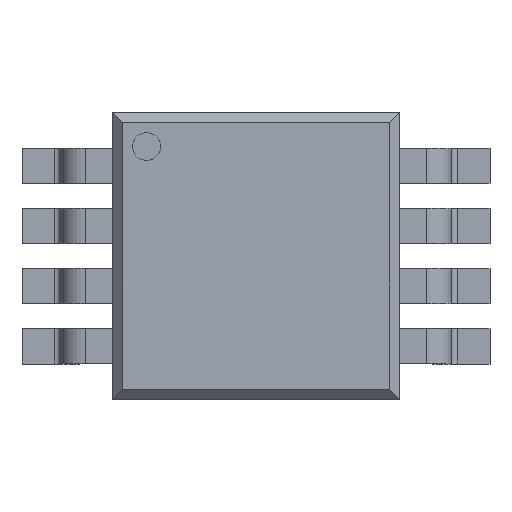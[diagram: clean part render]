
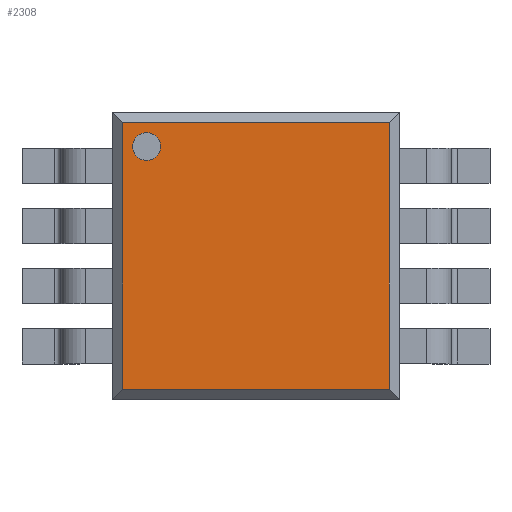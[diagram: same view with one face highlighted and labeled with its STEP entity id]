
A CAD part, top view. The second image highlights one B-rep face of the part: STEP entity #2308.
In plain terms, the highlighted planar face has unit normal (0, 0, 1).
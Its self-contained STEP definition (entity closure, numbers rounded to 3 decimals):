
#18=FACE_BOUND('',#356,.T.);
#88=CIRCLE('',#2484,0.15);
#235=FACE_OUTER_BOUND('',#355,.T.);
#355=EDGE_LOOP('',(#1964,#1965,#1966,#1967));
#356=EDGE_LOOP('',(#1968));
#589=LINE('',#3707,#834);
#594=LINE('',#3717,#839);
#596=LINE('',#3721,#841);
#599=LINE('',#3726,#844);
#834=VECTOR('',#3072,1.);
#839=VECTOR('',#3079,1.);
#841=VECTOR('',#3083,1.);
#844=VECTOR('',#3088,1.);
#1048=VERTEX_POINT('',#3699);
#1049=VERTEX_POINT('',#3705);
#1050=VERTEX_POINT('',#3706);
#1054=VERTEX_POINT('',#3716);
#1055=VERTEX_POINT('',#3720);
#1351=EDGE_CURVE('',#1048,#1048,#88,.T.);
#1353=EDGE_CURVE('',#1049,#1050,#589,.T.);
#1358=EDGE_CURVE('',#1050,#1054,#594,.T.);
#1360=EDGE_CURVE('',#1055,#1049,#596,.T.);
#1363=EDGE_CURVE('',#1054,#1055,#599,.T.);
#1964=ORIENTED_EDGE('',*,*,#1353,.F.);
#1965=ORIENTED_EDGE('',*,*,#1360,.F.);
#1966=ORIENTED_EDGE('',*,*,#1363,.F.);
#1967=ORIENTED_EDGE('',*,*,#1358,.F.);
#1968=ORIENTED_EDGE('',*,*,#1351,.T.);
#2076=PLANE('',#2493);
#2308=ADVANCED_FACE('',(#235,#18),#2076,.T.);
#2484=AXIS2_PLACEMENT_3D('',#3701,#3064,#3065);
#2493=AXIS2_PLACEMENT_3D('',#3738,#3099,#3100);
#3064=DIRECTION('center_axis',(0.,0.,-1.));
#3065=DIRECTION('ref_axis',(1.,0.,0.));
#3072=DIRECTION('',(0.,-1.,0.));
#3079=DIRECTION('',(-1.,0.,0.));
#3083=DIRECTION('',(1.,0.,0.));
#3088=DIRECTION('',(0.,1.,0.));
#3099=DIRECTION('center_axis',(0.,0.,1.));
#3100=DIRECTION('ref_axis',(1.,0.,0.));
#3699=CARTESIAN_POINT('',(-1.33,1.18,1.1));
#3701=CARTESIAN_POINT('Origin',(-1.18,1.18,1.1));
#3705=CARTESIAN_POINT('',(1.44,1.44,1.1));
#3706=CARTESIAN_POINT('',(1.44,-1.44,1.1));
#3707=CARTESIAN_POINT('',(1.44,0.,1.1));
#3716=CARTESIAN_POINT('',(-1.44,-1.44,1.1));
#3717=CARTESIAN_POINT('',(0.,-1.44,1.1));
#3720=CARTESIAN_POINT('',(-1.44,1.44,1.1));
#3721=CARTESIAN_POINT('',(0.,1.44,1.1));
#3726=CARTESIAN_POINT('',(-1.44,0.,1.1));
#3738=CARTESIAN_POINT('Origin',(0.,0.,1.1));
